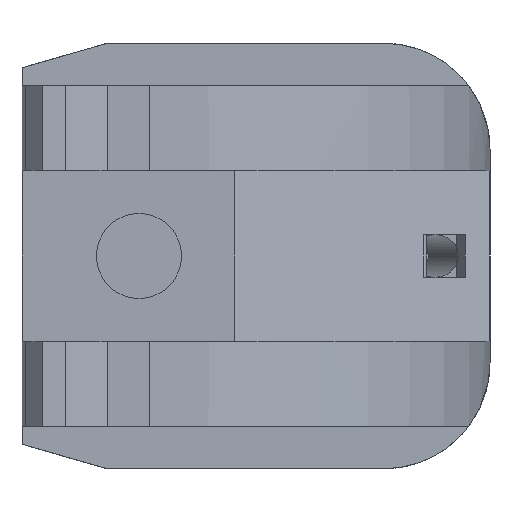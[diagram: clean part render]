
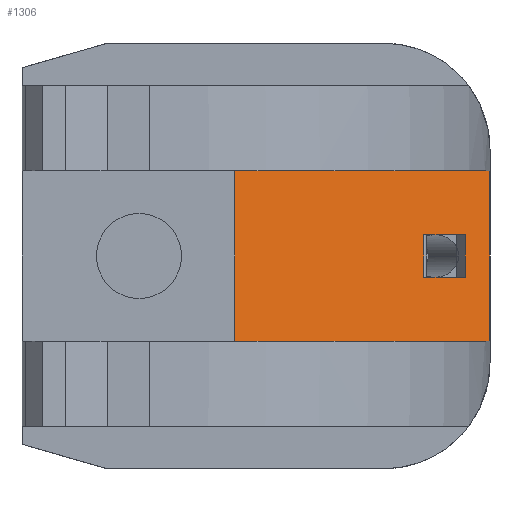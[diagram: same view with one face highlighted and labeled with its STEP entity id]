
A CAD part, left-side view. The second image highlights one B-rep face of the part: STEP entity #1306.
In plain terms, the highlighted planar face has unit normal (-0.894, -0.447, 0).
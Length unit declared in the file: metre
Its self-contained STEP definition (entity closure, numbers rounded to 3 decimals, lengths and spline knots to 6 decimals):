
#22 = CARTESIAN_POINT ( 'NONE',  ( -0.005467, -0.002462, 0.007163 ) ) ;
#120 = CARTESIAN_POINT ( 'NONE',  ( -0.010888, 0.00838, 0.004163 ) ) ;
#183 = DIRECTION ( 'NONE',  ( -0.447, 0.894, 0. ) ) ;
#188 = DIRECTION ( 'NONE',  ( 0.447, -0.894, 0. ) ) ;
#212 = DIRECTION ( 'NONE',  ( -0.447, 0.894, 0. ) ) ;
#239 = CARTESIAN_POINT ( 'NONE',  ( -0.010888, 0.00838, 0.007163 ) ) ;
#289 = VECTOR ( 'NONE', #720, 1. ) ;
#479 = CARTESIAN_POINT ( 'NONE',  ( -0.010888, 0.00838, 0.012163 ) ) ;
#501 = CARTESIAN_POINT ( 'NONE',  ( -0.006442, -0.000511, 0.007163 ) ) ;
#509 = EDGE_CURVE ( 'NONE', #1086, #2463, #2311, .T. ) ;
#558 = ORIENTED_EDGE ( 'NONE', *, *, #509, .F. ) ;
#705 = DIRECTION ( 'NONE',  ( 0., 0., 1. ) ) ;
#720 = DIRECTION ( 'NONE',  ( 0., 0., -1. ) ) ;
#875 = EDGE_CURVE ( 'NONE', #2524, #3333, #1264, .T. ) ;
#882 = VERTEX_POINT ( 'NONE', #501 ) ;
#922 = VECTOR ( 'NONE', #212, 1. ) ;
#994 = VERTEX_POINT ( 'NONE', #2498 ) ;
#997 = LINE ( 'NONE', #2691, #289 ) ;
#1016 = ORIENTED_EDGE ( 'NONE', *, *, #2540, .T. ) ;
#1086 = VERTEX_POINT ( 'NONE', #2905 ) ;
#1103 = VECTOR ( 'NONE', #2603, 1. ) ;
#1264 = LINE ( 'NONE', #2386, #1921 ) ;
#1306 = ADVANCED_FACE ( 'NONE', ( #1549, #3198 ), #1874, .T. ) ;
#1314 = EDGE_LOOP ( 'NONE', ( #1016, #2948, #2467, #558 ) ) ;
#1424 = EDGE_CURVE ( 'NONE', #994, #3057, #997, .T. ) ;
#1460 = LINE ( 'NONE', #2063, #1553 ) ;
#1511 = EDGE_LOOP ( 'NONE', ( #3316, #1671, #2164, #1636 ) ) ;
#1543 = LINE ( 'NONE', #1842, #1103 ) ;
#1549 = FACE_BOUND ( 'NONE', #1511, .T. ) ;
#1550 = LINE ( 'NONE', #239, #3019 ) ;
#1553 = VECTOR ( 'NONE', #705, 1. ) ;
#1625 = CARTESIAN_POINT ( 'NONE',  ( -0.010888, 0.00838, 0.004163 ) ) ;
#1628 = VERTEX_POINT ( 'NONE', #22 ) ;
#1636 = ORIENTED_EDGE ( 'NONE', *, *, #2459, .F. ) ;
#1671 = ORIENTED_EDGE ( 'NONE', *, *, #875, .T. ) ;
#1829 = CARTESIAN_POINT ( 'NONE',  ( -0.005467, -0.002462, 0.009163 ) ) ;
#1832 = CARTESIAN_POINT ( 'NONE',  ( -0.006442, -0.000511, 0.009163 ) ) ;
#1842 = CARTESIAN_POINT ( 'NONE',  ( -0.005467, -0.002462, 0.009163 ) ) ;
#1874 = PLANE ( 'NONE',  #3420 ) ;
#1903 = LINE ( 'NONE', #1625, #922 ) ;
#1921 = VECTOR ( 'NONE', #188, 1. ) ;
#2063 = CARTESIAN_POINT ( 'NONE',  ( -0.006442, -0.000511, 0.02558 ) ) ;
#2142 = CARTESIAN_POINT ( 'NONE',  ( -0.004888, -0.00362, 0.004163 ) ) ;
#2164 = ORIENTED_EDGE ( 'NONE', *, *, #2706, .T. ) ;
#2311 = LINE ( 'NONE', #2859, #3188 ) ;
#2325 = EDGE_CURVE ( 'NONE', #882, #2524, #1460, .T. ) ;
#2386 = CARTESIAN_POINT ( 'NONE',  ( -0.010888, 0.00838, 0.009163 ) ) ;
#2459 = EDGE_CURVE ( 'NONE', #882, #1628, #1550, .T. ) ;
#2463 = VERTEX_POINT ( 'NONE', #2142 ) ;
#2467 = ORIENTED_EDGE ( 'NONE', *, *, #3145, .F. ) ;
#2498 = CARTESIAN_POINT ( 'NONE',  ( -0.010888, 0.00838, 0.012163 ) ) ;
#2499 = VECTOR ( 'NONE', #183, 1. ) ;
#2524 = VERTEX_POINT ( 'NONE', #1832 ) ;
#2540 = EDGE_CURVE ( 'NONE', #1086, #994, #3218, .T. ) ;
#2603 = DIRECTION ( 'NONE',  ( 0., 0., -1. ) ) ;
#2669 = DIRECTION ( 'NONE',  ( 0.447, -0.894, 0. ) ) ;
#2691 = CARTESIAN_POINT ( 'NONE',  ( -0.010888, 0.00838, 0.02558 ) ) ;
#2706 = EDGE_CURVE ( 'NONE', #3333, #1628, #1543, .T. ) ;
#2859 = CARTESIAN_POINT ( 'NONE',  ( -0.004888, -0.00362, 0.02558 ) ) ;
#2905 = CARTESIAN_POINT ( 'NONE',  ( -0.004888, -0.00362, 0.012163 ) ) ;
#2936 = DIRECTION ( 'NONE',  ( -0.894, -0.447, 0. ) ) ;
#2948 = ORIENTED_EDGE ( 'NONE', *, *, #1424, .T. ) ;
#2978 = CARTESIAN_POINT ( 'NONE',  ( -0.010888, 0.00838, 0.02558 ) ) ;
#2979 = DIRECTION ( 'NONE',  ( 0.447, -0.894, 0. ) ) ;
#3019 = VECTOR ( 'NONE', #2979, 1. ) ;
#3057 = VERTEX_POINT ( 'NONE', #120 ) ;
#3145 = EDGE_CURVE ( 'NONE', #2463, #3057, #1903, .T. ) ;
#3188 = VECTOR ( 'NONE', #3430, 1. ) ;
#3198 = FACE_OUTER_BOUND ( 'NONE', #1314, .T. ) ;
#3218 = LINE ( 'NONE', #479, #2499 ) ;
#3316 = ORIENTED_EDGE ( 'NONE', *, *, #2325, .T. ) ;
#3333 = VERTEX_POINT ( 'NONE', #1829 ) ;
#3420 = AXIS2_PLACEMENT_3D ( 'NONE', #2978, #2936, #2669 ) ;
#3430 = DIRECTION ( 'NONE',  ( 0., 0., -1. ) ) ;
